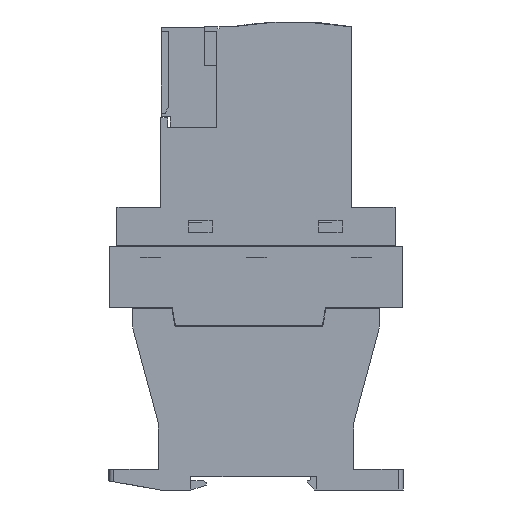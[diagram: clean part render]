
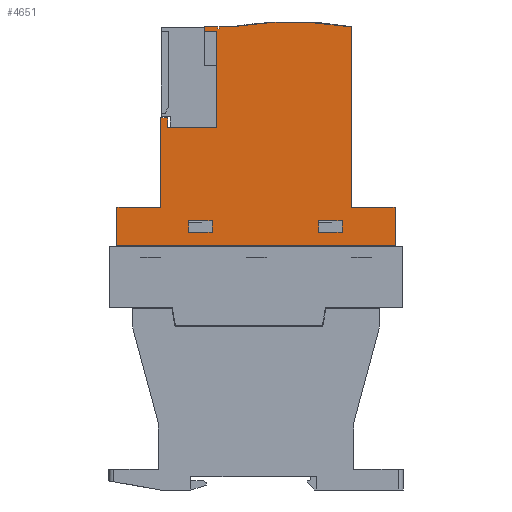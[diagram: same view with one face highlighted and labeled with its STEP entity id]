
A CAD part, left-side view. The second image highlights one B-rep face of the part: STEP entity #4651.
In plain terms, the highlighted planar face has unit normal (-1, 0, 0).
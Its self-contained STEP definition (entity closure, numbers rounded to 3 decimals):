
#4651=ADVANCED_FACE('',(#10098,#10099,#10100),#10101,.F.);
#10098=FACE_OUTER_BOUND('',#16421,.T.);
#10099=FACE_BOUND('',#16422,.T.);
#10100=FACE_BOUND('',#16423,.T.);
#10101=PLANE('',#16424);
#16421=EDGE_LOOP('',(#30819,#30820,#30821,#30822,#30823,#30824,#30825,#30826,#30827,#30828,#30829,#30830,#30831,#30832,#30833,#30834,#30835,#30836,#30837));
#16422=EDGE_LOOP('',(#30838,#30839,#30840,#30841));
#16423=EDGE_LOOP('',(#30842,#30843,#30844,#30845));
#16424=AXIS2_PLACEMENT_3D('',#30846,#30847,#30848);
#30819=ORIENTED_EDGE('',*,*,#43878,.T.);
#30820=ORIENTED_EDGE('',*,*,#43881,.T.);
#30821=ORIENTED_EDGE('',*,*,#43624,.F.);
#30822=ORIENTED_EDGE('',*,*,#43921,.F.);
#30823=ORIENTED_EDGE('',*,*,#43922,.T.);
#30824=ORIENTED_EDGE('',*,*,#39839,.F.);
#30825=ORIENTED_EDGE('',*,*,#43923,.F.);
#30826=ORIENTED_EDGE('',*,*,#43924,.F.);
#30827=ORIENTED_EDGE('',*,*,#43925,.T.);
#30828=ORIENTED_EDGE('',*,*,#43056,.T.);
#30829=ORIENTED_EDGE('',*,*,#43926,.F.);
#30830=ORIENTED_EDGE('',*,*,#43927,.T.);
#30831=ORIENTED_EDGE('',*,*,#43918,.F.);
#30832=ORIENTED_EDGE('',*,*,#43914,.F.);
#30833=ORIENTED_EDGE('',*,*,#43916,.F.);
#30834=ORIENTED_EDGE('',*,*,#41020,.F.);
#30835=ORIENTED_EDGE('',*,*,#43910,.T.);
#30836=ORIENTED_EDGE('',*,*,#43907,.T.);
#30837=ORIENTED_EDGE('',*,*,#43887,.T.);
#30838=ORIENTED_EDGE('',*,*,#43436,.T.);
#30839=ORIENTED_EDGE('',*,*,#43442,.T.);
#30840=ORIENTED_EDGE('',*,*,#43457,.T.);
#30841=ORIENTED_EDGE('',*,*,#39952,.T.);
#30842=ORIENTED_EDGE('',*,*,#39788,.T.);
#30843=ORIENTED_EDGE('',*,*,#39773,.T.);
#30844=ORIENTED_EDGE('',*,*,#43449,.T.);
#30845=ORIENTED_EDGE('',*,*,#39956,.T.);
#30846=CARTESIAN_POINT('',(0.15,47.4,84.975));
#30847=DIRECTION('',(1.0,0.0,0.0));
#30848=DIRECTION('',(0.0,1.0,0.0));
#39773=EDGE_CURVE('',#48284,#48282,#48285,.T.);
#39788=EDGE_CURVE('',#48309,#48284,#48310,.T.);
#39839=EDGE_CURVE('',#48396,#48398,#48399,.T.);
#39952=EDGE_CURVE('',#48608,#48606,#48609,.T.);
#39956=EDGE_CURVE('',#48613,#48309,#48614,.T.);
#41020=EDGE_CURVE('',#50168,#50170,#50171,.T.);
#43056=EDGE_CURVE('',#53199,#53197,#53200,.T.);
#43436=EDGE_CURVE('',#48606,#53744,#53746,.T.);
#43442=EDGE_CURVE('',#53744,#53752,#53754,.T.);
#43449=EDGE_CURVE('',#48282,#48613,#53763,.T.);
#43457=EDGE_CURVE('',#53752,#48608,#53773,.T.);
#43624=EDGE_CURVE('',#54004,#54006,#54007,.T.);
#43878=EDGE_CURVE('',#54381,#54379,#54382,.T.);
#43881=EDGE_CURVE('',#54379,#54006,#54385,.T.);
#43887=EDGE_CURVE('',#54393,#54381,#54394,.T.);
#43907=EDGE_CURVE('',#54421,#54393,#54422,.T.);
#43910=EDGE_CURVE('',#50168,#54421,#54425,.T.);
#43914=EDGE_CURVE('',#54429,#54427,#54431,.T.);
#43916=EDGE_CURVE('',#50170,#54429,#54433,.T.);
#43918=EDGE_CURVE('',#54427,#54435,#54436,.T.);
#43921=EDGE_CURVE('',#54439,#54004,#54440,.T.);
#43922=EDGE_CURVE('',#54439,#48398,#54441,.T.);
#43923=EDGE_CURVE('',#54442,#48396,#54443,.T.);
#43924=EDGE_CURVE('',#54444,#54442,#54445,.T.);
#43925=EDGE_CURVE('',#54444,#53199,#54446,.T.);
#43926=EDGE_CURVE('',#54447,#53197,#54448,.T.);
#43927=EDGE_CURVE('',#54447,#54435,#54449,.T.);
#48282=VERTEX_POINT('',#61027);
#48284=VERTEX_POINT('',#61030);
#48285=LINE('',#61031,#61032);
#48309=VERTEX_POINT('',#61067);
#48310=LINE('',#61068,#61069);
#48396=VERTEX_POINT('',#61196);
#48398=VERTEX_POINT('',#61199);
#48399=LINE('',#61200,#61201);
#48606=VERTEX_POINT('',#61512);
#48608=VERTEX_POINT('',#61515);
#48609=LINE('',#61516,#61517);
#48613=VERTEX_POINT('',#61523);
#48614=LINE('',#61524,#61525);
#50168=VERTEX_POINT('',#63820);
#50170=VERTEX_POINT('',#63823);
#50171=LINE('',#63824,#63825);
#53197=VERTEX_POINT('',#67925);
#53199=VERTEX_POINT('',#67928);
#53200=CIRCLE('',#67929,120.0);
#53744=VERTEX_POINT('',#68714);
#53746=LINE('',#68717,#68718);
#53752=VERTEX_POINT('',#68726);
#53754=LINE('',#68729,#68730);
#53763=LINE('',#68743,#68744);
#53773=LINE('',#68759,#68760);
#54004=VERTEX_POINT('',#69106);
#54006=VERTEX_POINT('',#69109);
#54007=LINE('',#69110,#69111);
#54379=VERTEX_POINT('',#69673);
#54381=VERTEX_POINT('',#69676);
#54382=LINE('',#69677,#69678);
#54385=LINE('',#69682,#69683);
#54393=VERTEX_POINT('',#69695);
#54394=LINE('',#69696,#69697);
#54421=VERTEX_POINT('',#69738);
#54422=LINE('',#69739,#69740);
#54425=LINE('',#69744,#69745);
#54427=VERTEX_POINT('',#69747);
#54429=VERTEX_POINT('',#69750);
#54431=LINE('',#69753,#69754);
#54433=LINE('',#69756,#69757);
#54435=VERTEX_POINT('',#69759);
#54436=LINE('',#69760,#69761);
#54439=VERTEX_POINT('',#69765);
#54440=LINE('',#69766,#69767);
#54441=LINE('',#69768,#69769);
#54442=VERTEX_POINT('',#69770);
#54443=LINE('',#69771,#69772);
#54444=VERTEX_POINT('',#69773);
#54445=LINE('',#69774,#69775);
#54446=LINE('',#69776,#69777);
#54447=VERTEX_POINT('',#69778);
#54448=LINE('',#69779,#69780);
#54449=LINE('',#69781,#69782);
#61027=CARTESIAN_POINT('',(0.15,27.25,83.0));
#61030=CARTESIAN_POINT('',(0.15,19.65,83.0));
#61031=CARTESIAN_POINT('',(0.15,35.425,83.0));
#61032=VECTOR('',#77701,1.0);
#61067=CARTESIAN_POINT('',(0.15,19.65,86.8));
#61068=CARTESIAN_POINT('',(0.15,19.65,84.938));
#61069=VECTOR('',#77713,1.0);
#61196=CARTESIAN_POINT('',(0.15,2.6,78.8));
#61199=CARTESIAN_POINT('',(0.15,92.2,78.8));
#61200=CARTESIAN_POINT('',(0.15,47.4,78.8));
#61201=VECTOR('',#77756,1.0);
#61512=CARTESIAN_POINT('',(0.15,61.55,86.8));
#61515=CARTESIAN_POINT('',(0.15,69.15,86.8));
#61516=CARTESIAN_POINT('',(0.15,56.375,86.8));
#61517=VECTOR('',#77874,1.0);
#61523=CARTESIAN_POINT('',(0.15,27.25,86.8));
#61524=CARTESIAN_POINT('',(0.15,35.425,86.8));
#61525=VECTOR('',#77877,1.0);
#63820=CARTESIAN_POINT('',(0.15,64.1,147.8));
#63823=CARTESIAN_POINT('',(0.15,64.1,149.3));
#63824=CARTESIAN_POINT('',(0.15,64.1,113.75));
#63825=VECTOR('',#78806,1.0);
#67925=CARTESIAN_POINT('',(0.15,55.014,149.3));
#67928=CARTESIAN_POINT('',(0.15,16.7,149.221));
#67929=AXIS2_PLACEMENT_3D('',#81281,#81282,#81283);
#68714=CARTESIAN_POINT('',(0.15,61.55,83.0));
#68717=CARTESIAN_POINT('',(0.15,61.55,84.938));
#68718=VECTOR('',#81610,1.0);
#68726=CARTESIAN_POINT('',(0.15,69.15,83.0));
#68729=CARTESIAN_POINT('',(0.15,56.375,83.0));
#68730=VECTOR('',#81614,1.0);
#68743=CARTESIAN_POINT('',(0.15,27.25,84.938));
#68744=VECTOR('',#81619,1.0);
#68759=CARTESIAN_POINT('',(0.15,69.15,84.938));
#68760=VECTOR('',#81625,1.0);
#69106=CARTESIAN_POINT('',(0.15,78.1,91.15));
#69109=CARTESIAN_POINT('',(0.15,78.1,119.9));
#69110=CARTESIAN_POINT('',(0.15,78.1,78.8));
#69111=VECTOR('',#81742,1.0);
#69673=CARTESIAN_POINT('',(0.15,75.9,119.9));
#69676=CARTESIAN_POINT('',(0.15,75.9,116.8));
#69677=CARTESIAN_POINT('',(0.15,75.9,108.638));
#69678=VECTOR('',#81934,1.0);
#69682=CARTESIAN_POINT('',(0.15,78.1,119.9));
#69683=VECTOR('',#81936,1.0);
#69695=CARTESIAN_POINT('',(0.15,60.0,116.8));
#69696=CARTESIAN_POINT('',(0.15,57.675,116.8));
#69697=VECTOR('',#81941,1.0);
#69738=CARTESIAN_POINT('',(0.15,60.0,147.8));
#69739=CARTESIAN_POINT('',(0.15,60.0,108.638));
#69740=VECTOR('',#81956,1.0);
#69744=CARTESIAN_POINT('',(0.15,57.675,147.8));
#69745=VECTOR('',#81958,1.0);
#69747=CARTESIAN_POINT('',(0.15,59.8,148.7));
#69750=CARTESIAN_POINT('',(0.15,59.8,149.3));
#69753=CARTESIAN_POINT('',(0.15,59.8,149.3));
#69754=VECTOR('',#81961,1.0);
#69756=CARTESIAN_POINT('',(0.15,64.1,149.3));
#69757=VECTOR('',#81962,1.0);
#69759=CARTESIAN_POINT('',(0.15,59.3,148.7));
#69760=CARTESIAN_POINT('',(0.15,61.1,148.7));
#69761=VECTOR('',#81963,1.0);
#69765=CARTESIAN_POINT('',(0.15,92.2,91.15));
#69766=CARTESIAN_POINT('',(0.15,47.4,91.15));
#69767=VECTOR('',#81965,1.0);
#69768=CARTESIAN_POINT('',(0.15,92.2,84.975));
#69769=VECTOR('',#81966,1.0);
#69770=CARTESIAN_POINT('',(0.15,2.6,91.15));
#69771=CARTESIAN_POINT('',(0.15,2.6,84.975));
#69772=VECTOR('',#81967,1.0);
#69773=CARTESIAN_POINT('',(0.15,16.7,91.15));
#69774=CARTESIAN_POINT('',(0.15,47.4,91.15));
#69775=VECTOR('',#81968,1.0);
#69776=CARTESIAN_POINT('',(0.15,16.7,78.8));
#69777=VECTOR('',#81969,1.0);
#69778=CARTESIAN_POINT('',(0.15,59.3,149.3));
#69779=CARTESIAN_POINT('',(0.15,51.8,149.3));
#69780=VECTOR('',#81970,1.0);
#69781=CARTESIAN_POINT('',(0.15,59.3,114.05));
#69782=VECTOR('',#81971,1.0);
#77701=DIRECTION('',(0.0,1.0,0.0));
#77713=DIRECTION('',(0.0,0.0,-1.0));
#77756=DIRECTION('',(0.0,1.0,0.0));
#77874=DIRECTION('',(0.0,-1.0,0.0));
#77877=DIRECTION('',(0.0,-1.0,0.0));
#78806=DIRECTION('',(0.0,0.0,1.0));
#81281=CARTESIAN_POINT('',(0.15,36.1,30.8));
#81282=DIRECTION('',(-1.0,0.0,0.0));
#81283=DIRECTION('',(0.0,-1.0,0.0));
#81610=DIRECTION('',(0.0,0.0,-1.0));
#81614=DIRECTION('',(0.0,1.0,0.0));
#81619=DIRECTION('',(0.0,0.0,1.0));
#81625=DIRECTION('',(0.0,0.0,1.0));
#81742=DIRECTION('',(0.0,0.0,1.0));
#81934=DIRECTION('',(0.0,0.0,1.0));
#81936=DIRECTION('',(0.0,1.0,0.0));
#81941=DIRECTION('',(0.0,1.0,0.0));
#81956=DIRECTION('',(0.0,0.0,-1.0));
#81958=DIRECTION('',(0.0,-1.0,0.0));
#81961=DIRECTION('',(0.0,0.0,-1.0));
#81962=DIRECTION('',(0.0,-1.0,0.0));
#81963=DIRECTION('',(0.0,-1.0,0.0));
#81965=DIRECTION('',(0.0,-1.0,0.0));
#81966=DIRECTION('',(0.0,0.0,-1.0));
#81967=DIRECTION('',(0.0,0.0,-1.0));
#81968=DIRECTION('',(0.0,-1.0,0.0));
#81969=DIRECTION('',(0.0,0.0,1.0));
#81970=DIRECTION('',(0.0,-1.0,0.0));
#81971=DIRECTION('',(0.0,0.0,-1.0));
